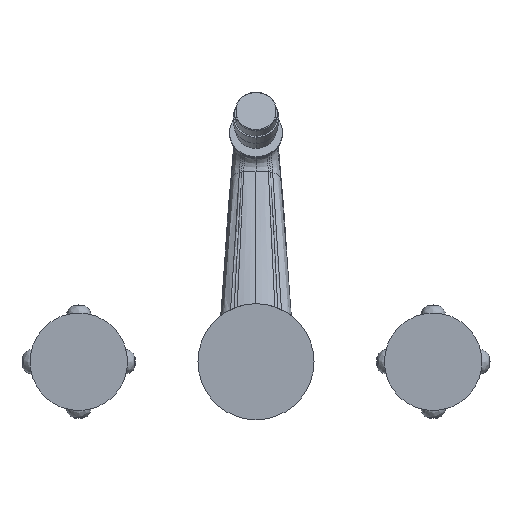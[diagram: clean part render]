
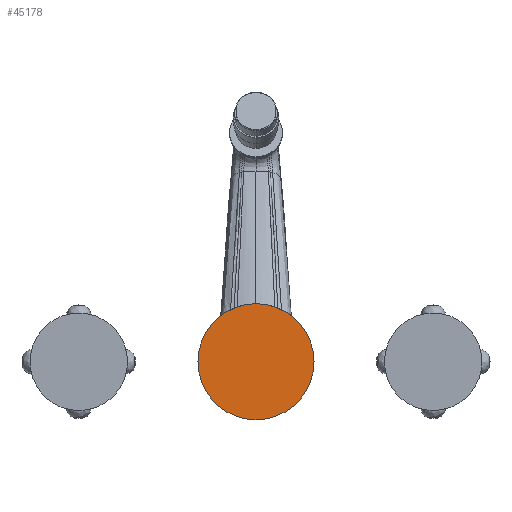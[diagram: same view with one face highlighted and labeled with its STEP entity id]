
A CAD part, front view. The second image highlights one B-rep face of the part: STEP entity #45178.
In plain terms, the highlighted planar face has unit normal (0, -1, 0).
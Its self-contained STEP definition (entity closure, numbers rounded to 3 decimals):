
#38437=CARTESIAN_POINT('',(0.,-22.,0.));
#38438=DIRECTION('',(0.,-1.,0.));
#38439=DIRECTION('',(1.,0.,0.));
#38440=AXIS2_PLACEMENT_3D('',#38437,#38438,#38439);
#38450=CARTESIAN_POINT('',(0.,-22.,0.));
#38451=DIRECTION('',(0.,1.,0.));
#38452=DIRECTION('',(1.,0.,0.));
#38453=AXIS2_PLACEMENT_3D('',#38450,#38451,#38452);
#38471=CARTESIAN_POINT('',(32.75,-22.,0.));
#38472=VERTEX_POINT('',#38471);
#38473=CARTESIAN_POINT('',(-32.75,-22.,0.));
#38474=VERTEX_POINT('',#38473);
#45169=CARTESIAN_POINT('',(0.,-22.,0.));
#45170=DIRECTION('',(0.,-1.,0.));
#45171=DIRECTION('',(-1.,0.,0.));
#45172=AXIS2_PLACEMENT_3D('',#45169,#45170,#45171);
#45173=PLANE('',#45172);
#45174=ORIENTED_EDGE('',*,*,#45157,.T.);
#45175=ORIENTED_EDGE('',*,*,#45134,.F.);
#45176=EDGE_LOOP('',(#45174,#45175));
#45177=FACE_OUTER_BOUND('',#45176,.F.);
#45178=ADVANCED_FACE('',(#45177),#45173,.T.);
#38441=CIRCLE('',#38440,32.75);
#38454=CIRCLE('',#38453,32.75);
#45134=EDGE_CURVE('',#38472,#38474,#38441,.T.);
#45157=EDGE_CURVE('',#38472,#38474,#38454,.T.);
